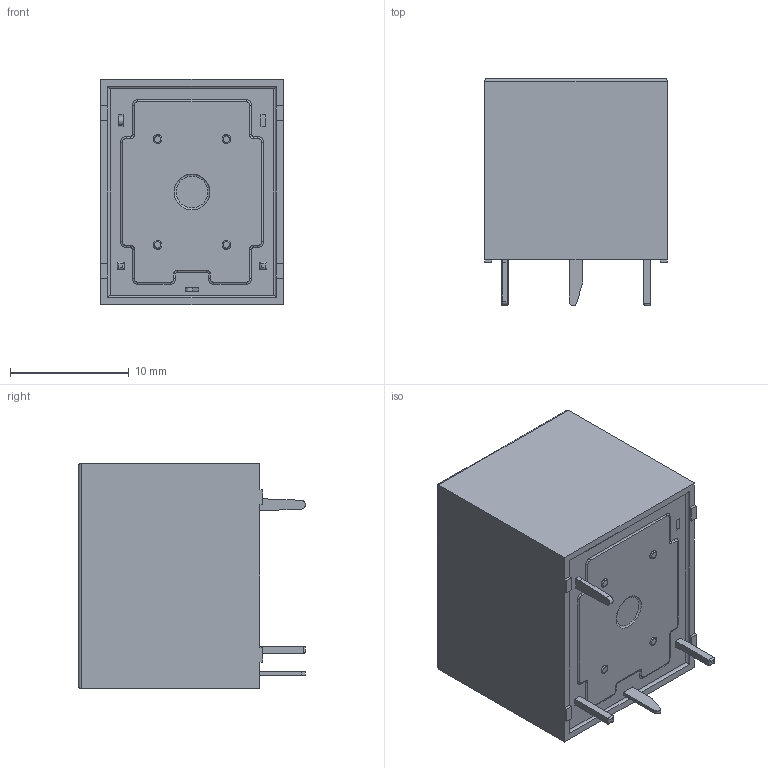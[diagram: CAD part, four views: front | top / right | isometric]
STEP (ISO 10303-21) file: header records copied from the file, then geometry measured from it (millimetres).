
FILE_DESCRIPTION(/* description */ (''),/* implementation_level */ '2;1');
FILE_NAME(/* name */ 'J1071A.stp',/* time_stamp */ '2023-10-05T16:25:49-05:00',/* author */ ('cnher'),/* organization */ (''),/* preprocessor_version */ 'ST-DEVELOPER v19',/* originating_system */ 'Autodesk Inventor 2023',/* authorisation */ '');
FILE_SCHEMA (('AUTOMOTIVE_DESIGN { 1 0 10303 214 3 1 1 }'));
Length unit declared in the file: millimetre
Products named in the file (5): J1071A; J107_Contact Terminal; J107_Common Terminal; J107_Body; J107_Coil Terminal
Assembly tree (5 placements, depth 2):
  J1071A
    J107_Contact Terminal
    J107_Common Terminal
    J107_Coil Terminal  x2
    J107_Body
Bounding box: 15.4 x 19.1 x 19 mm (x, y, z)
Volume: 4423.5 mm3; surface area: 1694.2 mm2
Topology: 5 solids, 5 shells, 149 faces, 357 edges, 230 vertices
Faces by surface type: plane 87, cylinder 40, torus 16, bspline 6
Full cylindrical faces by diameter (mm): 1.25 x1
Entity records: 4403 total; most frequent: CARTESIAN_POINT 752, DIRECTION 729, ORIENTED_EDGE 674, EDGE_CURVE 337, AXIS2_PLACEMENT_3D 249, LINE 231, VECTOR 231, VERTEX_POINT 218
